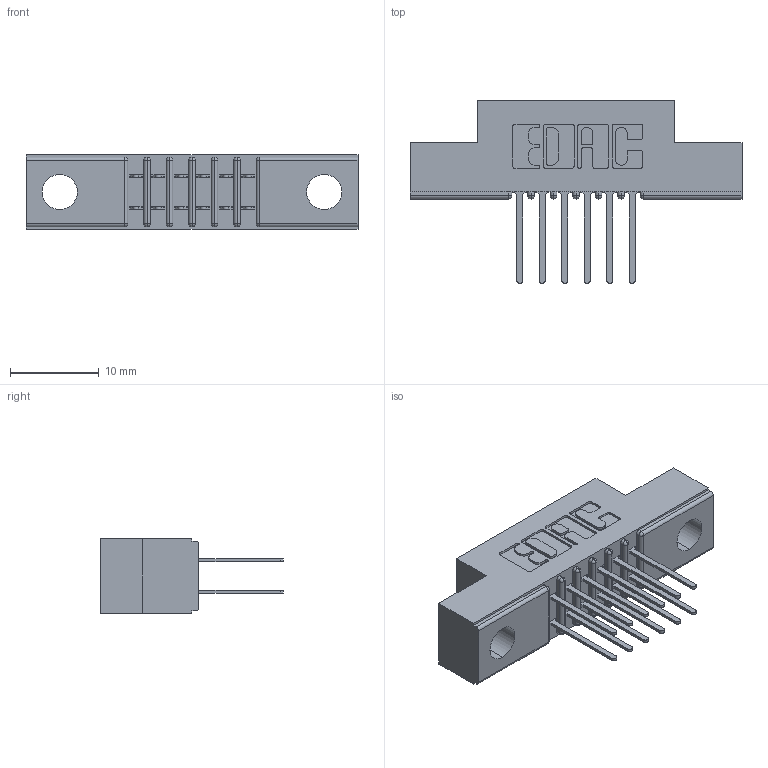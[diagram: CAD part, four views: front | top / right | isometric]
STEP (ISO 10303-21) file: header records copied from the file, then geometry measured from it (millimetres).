
FILE_DESCRIPTION (( 'STEP AP203' ), '1' );
FILE_NAME ('341-012-522-204.STEP', '2018-08-06T03:29:29', ( '' ), ( '' ), 'SwSTEP 2.0', 'SolidWorks 2016', '' );
FILE_SCHEMA (( 'CONFIG_CONTROL_DESIGN' ));
Length unit declared in the file: inch
Products named in the file (3): 341 Part_.156 (3.96) Dia Mounting Holes; 341-292-001_341-292-122; 341-012-522-204
Assembly tree (13 placements, depth 2):
  341-012-522-204
    341 Part_.156 (3.96) Dia Mounting Holes
    341-292-001_341-292-122  x12
Bounding box: 37.47 x 20.62 x 8.38 mm (x, y, z)
Volume: 2087.1 mm3; surface area: 3383.3 mm2
Topology: 13 solids, 13 shells, 922 faces, 2650 edges, 1718 vertices
Faces by surface type: plane 562, cylinder 336, sphere 14, torus 10
Entity records: 12475 total; most frequent: CARTESIAN_POINT 2080, ORIENTED_EDGE 2060, DIRECTION 2036, EDGE_CURVE 1030, VECTOR 800, LINE 800, VERTEX_POINT 662, AXIS2_PLACEMENT_3D 618
